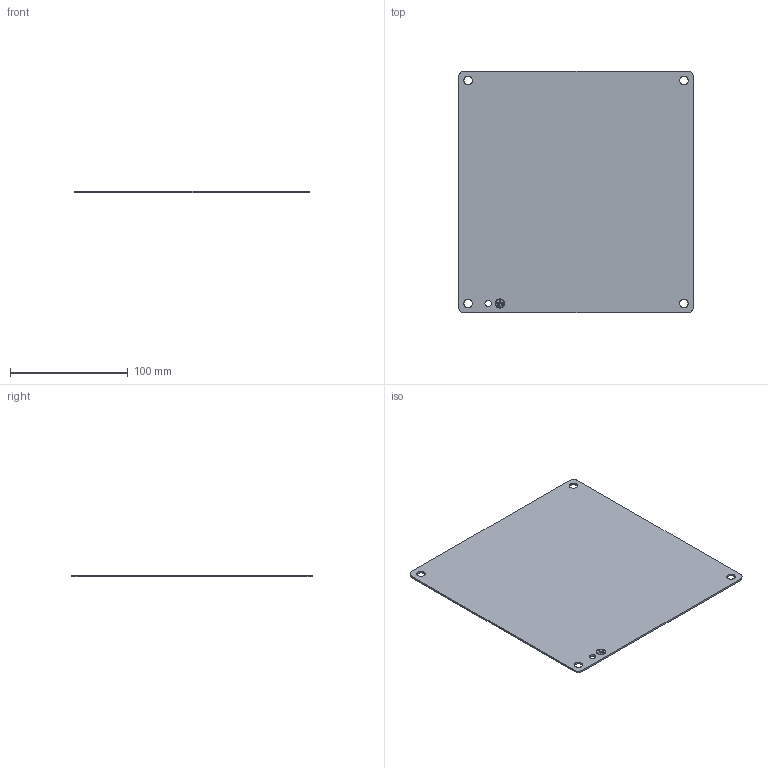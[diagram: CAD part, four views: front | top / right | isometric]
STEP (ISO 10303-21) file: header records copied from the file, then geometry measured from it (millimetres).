
FILE_DESCRIPTION(('CATIA V5 STEP Exchange','CAx-IF Rec.Pracs.--- Model Styling and Organization---1.4--- 2014-01-23'),'2;1');
FILE_NAME ('D1449759_0_1193950000_1193950000.stp','2018-11-21T07:33:18+00:00',('none'),('Weidmueller'),'CATIA Version 5-6 Release 2016 SP3 HF44','CATIA V5 STEP AP214','none');
FILE_SCHEMA(('AUTOMOTIVE_DESIGN { 1 0 10303 214 1 1 1 1 }'));
Length unit declared in the file: millimetre
Products named in the file (1): 1193950000_KTB_MOPL_2626_MSZN
Bounding box: 199 x 205 x 1.5 mm (x, y, z)
Volume: 60880.1 mm3; surface area: 82543.9 mm2
Topology: 1 solids, 1 shells, 55 faces, 144 edges, 96 vertices
Faces by surface type: cylinder 28, plane 27
Entity records: 1737 total; most frequent: CARTESIAN_POINT 409, ORIENTED_EDGE 288, DIRECTION 216, EDGE_CURVE 144, VERTEX_POINT 96, VECTOR 88, LINE 88, AXIS2_PLACEMENT_3D 81
